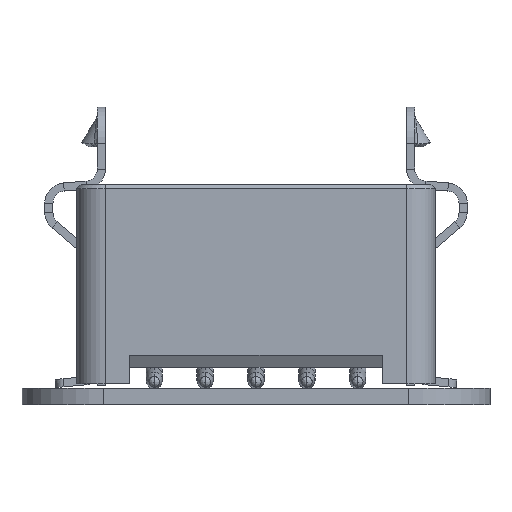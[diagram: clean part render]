
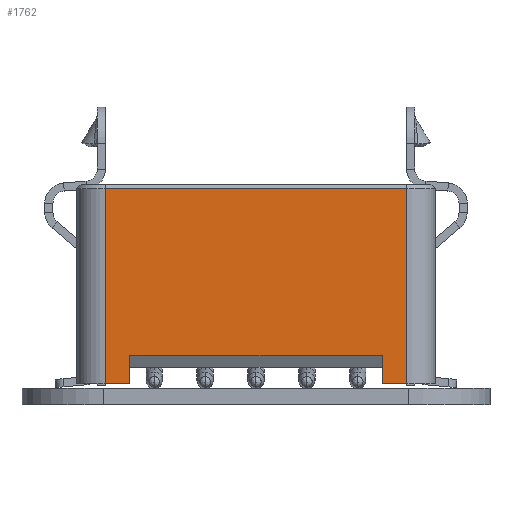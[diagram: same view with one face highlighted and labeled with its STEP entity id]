
A CAD part, left-side view. The second image highlights one B-rep face of the part: STEP entity #1762.
In plain terms, the highlighted face is planar.
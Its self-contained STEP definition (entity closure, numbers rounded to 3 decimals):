
#1651 = VERTEX_POINT('',#1652);
#1652 = CARTESIAN_POINT('',(3.1,-1.2,-2.45));
#1674 = VERTEX_POINT('',#1675);
#1675 = CARTESIAN_POINT('',(3.1,-1.9,-2.45));
#1681 = EDGE_CURVE('',#1651,#1674,#1682,.T.);
#1682 = LINE('',#1683,#1684);
#1683 = CARTESIAN_POINT('',(3.1,-1.2,-2.45));
#1684 = VECTOR('',#1685,1.);
#1685 = DIRECTION('',(0.,-1.,0.));
#1735 = EDGE_CURVE('',#1736,#1651,#1738,.T.);
#1736 = VERTEX_POINT('',#1737);
#1737 = CARTESIAN_POINT('',(-3.1,-1.2,-2.45));
#1738 = LINE('',#1739,#1740);
#1739 = CARTESIAN_POINT('',(-3.1,-1.2,-2.45));
#1740 = VECTOR('',#1741,1.);
#1741 = DIRECTION('',(1.,0.,0.));
#1762 = ADVANCED_FACE('',(#1763),#1813,.T.);
#1763 = FACE_BOUND('',#1764,.F.);
#1764 = EDGE_LOOP('',(#1765,#1766,#1767,#1775,#1783,#1791,#1799,#1807));
#1765 = ORIENTED_EDGE('',*,*,#1735,.T.);
#1766 = ORIENTED_EDGE('',*,*,#1681,.T.);
#1767 = ORIENTED_EDGE('',*,*,#1768,.T.);
#1768 = EDGE_CURVE('',#1674,#1769,#1771,.T.);
#1769 = VERTEX_POINT('',#1770);
#1770 = CARTESIAN_POINT('',(3.7,-1.9,-2.45));
#1771 = LINE('',#1772,#1773);
#1772 = CARTESIAN_POINT('',(3.1,-1.9,-2.45));
#1773 = VECTOR('',#1774,1.);
#1774 = DIRECTION('',(1.,0.,0.));
#1775 = ORIENTED_EDGE('',*,*,#1776,.T.);
#1776 = EDGE_CURVE('',#1769,#1777,#1779,.T.);
#1777 = VERTEX_POINT('',#1778);
#1778 = CARTESIAN_POINT('',(3.7,2.9,-2.45));
#1779 = LINE('',#1780,#1781);
#1780 = CARTESIAN_POINT('',(3.7,-1.9,-2.45));
#1781 = VECTOR('',#1782,1.);
#1782 = DIRECTION('',(0.,1.,0.));
#1783 = ORIENTED_EDGE('',*,*,#1784,.T.);
#1784 = EDGE_CURVE('',#1777,#1785,#1787,.T.);
#1785 = VERTEX_POINT('',#1786);
#1786 = CARTESIAN_POINT('',(-3.7,2.9,
    -2.45));
#1787 = LINE('',#1788,#1789);
#1788 = CARTESIAN_POINT('',(3.7,2.9,-2.45));
#1789 = VECTOR('',#1790,1.);
#1790 = DIRECTION('',(-1.,0.,0.));
#1791 = ORIENTED_EDGE('',*,*,#1792,.F.);
#1792 = EDGE_CURVE('',#1793,#1785,#1795,.T.);
#1793 = VERTEX_POINT('',#1794);
#1794 = CARTESIAN_POINT('',(-3.7,-1.9,-2.45));
#1795 = LINE('',#1796,#1797);
#1796 = CARTESIAN_POINT('',(-3.7,-1.9,-2.45));
#1797 = VECTOR('',#1798,1.);
#1798 = DIRECTION('',(0.,1.,0.));
#1799 = ORIENTED_EDGE('',*,*,#1800,.T.);
#1800 = EDGE_CURVE('',#1793,#1801,#1803,.T.);
#1801 = VERTEX_POINT('',#1802);
#1802 = CARTESIAN_POINT('',(-3.1,-1.9,-2.45));
#1803 = LINE('',#1804,#1805);
#1804 = CARTESIAN_POINT('',(-3.7,-1.9,-2.45));
#1805 = VECTOR('',#1806,1.);
#1806 = DIRECTION('',(1.,0.,0.));
#1807 = ORIENTED_EDGE('',*,*,#1808,.F.);
#1808 = EDGE_CURVE('',#1736,#1801,#1809,.T.);
#1809 = LINE('',#1810,#1811);
#1810 = CARTESIAN_POINT('',(-3.1,-1.2,-2.45));
#1811 = VECTOR('',#1812,1.);
#1812 = DIRECTION('',(0.,-1.,0.));
#1813 = PLANE('',#1814);
#1814 = AXIS2_PLACEMENT_3D('',#1815,#1816,#1817);
#1815 = CARTESIAN_POINT('',(4.4,0.,-2.45));
#1816 = DIRECTION('',(0.,0.,-1.));
#1817 = DIRECTION('',(-1.,0.,0.));
